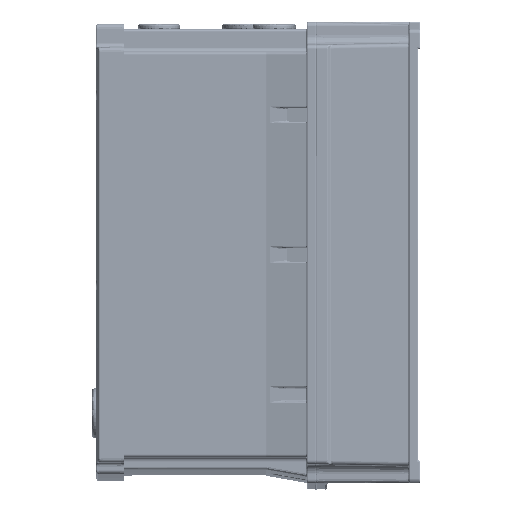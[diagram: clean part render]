
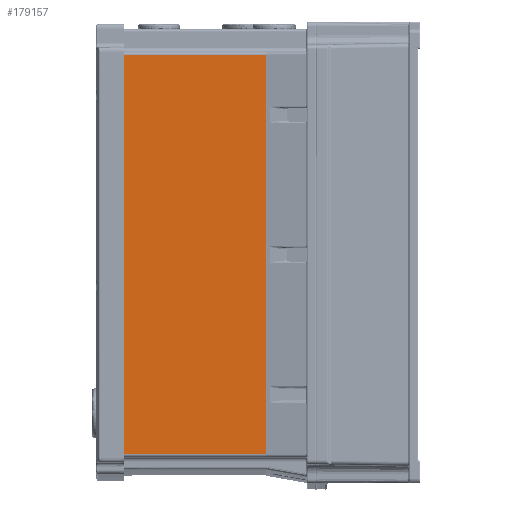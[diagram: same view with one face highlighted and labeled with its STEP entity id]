
A CAD part, left-side view. The second image highlights one B-rep face of the part: STEP entity #179157.
In plain terms, the highlighted planar face has unit normal (-1, 0, 0).
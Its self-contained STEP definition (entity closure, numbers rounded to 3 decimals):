
#3997 = ORIENTED_EDGE ( 'NONE', *, *, #11402, .F. ) ;
#4897 = DIRECTION ( 'NONE',  ( 0., -1., 0. ) ) ;
#7158 = CARTESIAN_POINT ( 'NONE',  ( -115., 42.856, -198.481 ) ) ;
#11402 = EDGE_CURVE ( 'NONE', #46766, #112122, #171391, .T. ) ;
#17651 = CARTESIAN_POINT ( 'NONE',  ( -115., 360.912, 140. ) ) ;
#18596 = VERTEX_POINT ( 'NONE', #104753 ) ;
#20487 = DIRECTION ( 'NONE',  ( 0., 0., -1. ) ) ;
#21129 = CARTESIAN_POINT ( 'NONE',  ( -115., 43.031, 140. ) ) ;
#24621 = LINE ( 'NONE', #25182, #48465 ) ;
#25182 = CARTESIAN_POINT ( 'NONE',  ( -115., 43.031, -198.481 ) ) ;
#42046 = LINE ( 'NONE', #45853, #115579 ) ;
#44692 = EDGE_CURVE ( 'NONE', #155581, #18596, #42046, .T. ) ;
#44773 = EDGE_CURVE ( 'NONE', #137231, #155581, #24621, .T. ) ;
#45853 = CARTESIAN_POINT ( 'NONE',  ( -115., 42.856, -140. ) ) ;
#46766 = VERTEX_POINT ( 'NONE', #110800 ) ;
#48465 = VECTOR ( 'NONE', #135893, 1000. ) ;
#52233 = ORIENTED_EDGE ( 'NONE', *, *, #76599, .F. ) ;
#53229 = VECTOR ( 'NONE', #90753, 1000. ) ;
#69125 = DIRECTION ( 'NONE',  ( 0., -1., 0. ) ) ;
#73352 = VERTEX_POINT ( 'NONE', #176818 ) ;
#75608 = CARTESIAN_POINT ( 'NONE',  ( -115., 143.51, -198.481 ) ) ;
#76599 = EDGE_CURVE ( 'NONE', #112122, #73352, #105176, .T. ) ;
#86406 = ORIENTED_EDGE ( 'NONE', *, *, #116290, .F. ) ;
#88863 = PLANE ( 'NONE',  #178077 ) ;
#90753 = DIRECTION ( 'NONE',  ( 0., 0., 1. ) ) ;
#96377 = CARTESIAN_POINT ( 'NONE',  ( -115., 42.856, -67.2 ) ) ;
#98191 = ORIENTED_EDGE ( 'NONE', *, *, #143522, .F. ) ;
#100769 = CARTESIAN_POINT ( 'NONE',  ( -115., 153.2, 619.094 ) ) ;
#102115 = ORIENTED_EDGE ( 'NONE', *, *, #44773, .F. ) ;
#104753 = CARTESIAN_POINT ( 'NONE',  ( -115., 153.2, -140. ) ) ;
#105176 = LINE ( 'NONE', #75608, #53229 ) ;
#110800 = CARTESIAN_POINT ( 'NONE',  ( -115., 153.2, -67.2 ) ) ;
#110850 = VECTOR ( 'NONE', #69125, 1000. ) ;
#112122 = VERTEX_POINT ( 'NONE', #121900 ) ;
#115579 = VECTOR ( 'NONE', #172840, 1000. ) ;
#116290 = EDGE_CURVE ( 'NONE', #73352, #137231, #170877, .T. ) ;
#120083 = VECTOR ( 'NONE', #128591, 1000. ) ;
#121313 = FACE_OUTER_BOUND ( 'NONE', #162974, .T. ) ;
#121900 = CARTESIAN_POINT ( 'NONE',  ( -115., 143.51, -67.2 ) ) ;
#128591 = DIRECTION ( 'NONE',  ( 0., 0., 1. ) ) ;
#135893 = DIRECTION ( 'NONE',  ( 0., 0., -1. ) ) ;
#137231 = VERTEX_POINT ( 'NONE', #21129 ) ;
#142212 = ORIENTED_EDGE ( 'NONE', *, *, #44692, .F. ) ;
#143522 = EDGE_CURVE ( 'NONE', #18596, #46766, #156897, .T. ) ;
#155581 = VERTEX_POINT ( 'NONE', #170155 ) ;
#156897 = LINE ( 'NONE', #100769, #120083 ) ;
#157825 = DIRECTION ( 'NONE',  ( 1., 0., 0. ) ) ;
#162974 = EDGE_LOOP ( 'NONE', ( #3997, #98191, #142212, #102115, #86406, #52233 ) ) ;
#166597 = VECTOR ( 'NONE', #4897, 1000. ) ;
#170155 = CARTESIAN_POINT ( 'NONE',  ( -115., 43.031, -140. ) ) ;
#170877 = LINE ( 'NONE', #17651, #166597 ) ;
#171391 = LINE ( 'NONE', #96377, #110850 ) ;
#172840 = DIRECTION ( 'NONE',  ( 0., 1., 0. ) ) ;
#176818 = CARTESIAN_POINT ( 'NONE',  ( -115., 143.51, 140. ) ) ;
#178077 = AXIS2_PLACEMENT_3D ( 'NONE', #7158, #157825, #20487 ) ;
#179157 = ADVANCED_FACE ( 'NONE', ( #121313 ), #88863, .F. ) ;
